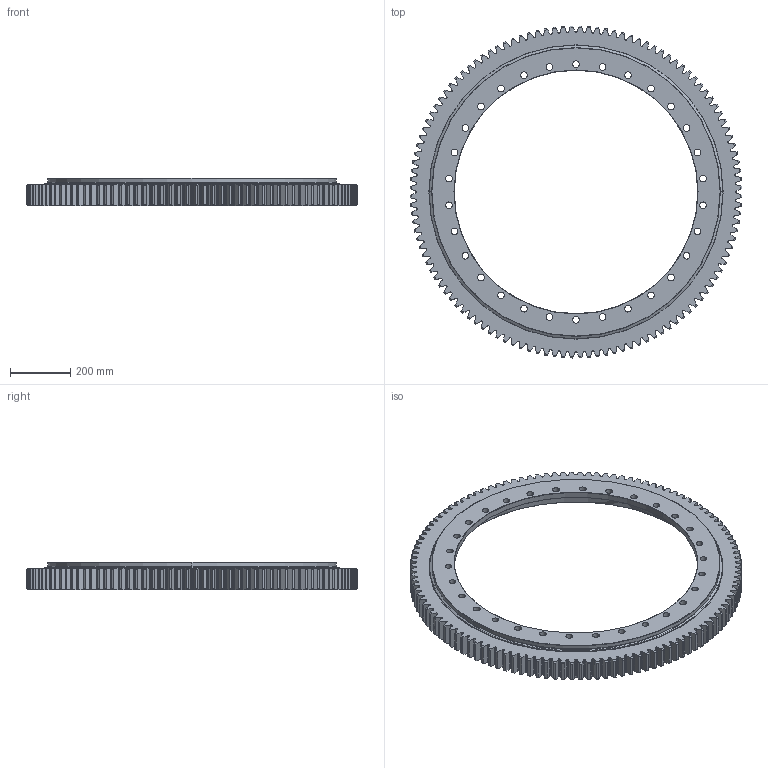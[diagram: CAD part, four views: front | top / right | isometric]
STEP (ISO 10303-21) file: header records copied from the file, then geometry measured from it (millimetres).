
FILE_DESCRIPTION (( 'STEP AP214' ), '1' );
FILE_NAME ('E.1100.32.STEP', '2019-02-25T07:43:49', ( '' ), ( '' ), 'SwSTEP 2.0', 'SolidWorks 2016', '' );
FILE_SCHEMA (( 'AUTOMOTIVE_DESIGN' ));
Length unit declared in the file: millimetre
Products named in the file (7): C.1098.B32C.A3N.0 - OR; Ball D32; C.1098.B32C.A3N.0 - IR; C.1098.B32C.A3N.0 - OR Seal; C.1098.B32C.A3N.0 - IR Seal; Grease nipple M10x1mm; E.1100.32
Assembly tree (90 placements, depth 2):
  E.1100.32
    C.1098.B32C.A3N.0 - IR
    C.1098.B32C.A3N.0 - OR
    Ball D32  x80
    C.1098.B32C.A3N.0 - IR Seal
    C.1098.B32C.A3N.0 - OR Seal
    Grease nipple M10x1mm  x6
Bounding box: 1097.81 x 1097.81 x 90 mm (x, y, z)
Volume: 21032483.8 mm3; surface area: 2650234.3 mm2
Topology: 90 solids, 90 shells, 1747 faces, 5003 edges, 3259 vertices
Faces by surface type: bspline 600, cone 426, cylinder 300, plane 195, sphere 160, torus 66
Entity records: 53036 total; most frequent: CARTESIAN_POINT 18828, ORIENTED_EDGE 8050, DIRECTION 4984, EDGE_CURVE 4025, VERTEX_POINT 2651, AXIS2_PLACEMENT_3D 1823, B_SPLINE_CURVE_WITH_KNOTS 1776, EDGE_LOOP 1534
